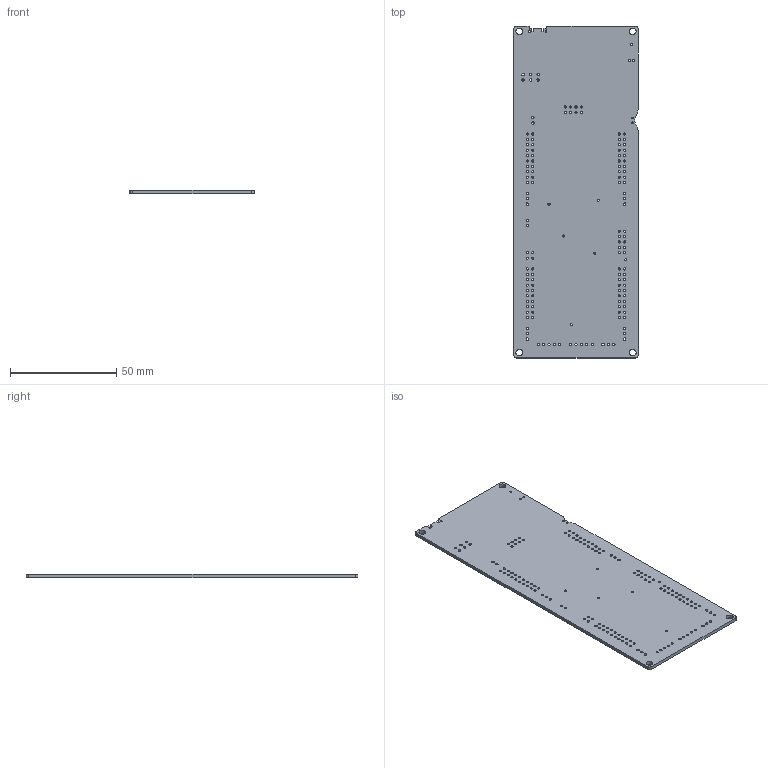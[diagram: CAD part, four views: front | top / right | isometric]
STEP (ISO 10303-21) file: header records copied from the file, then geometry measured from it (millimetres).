
FILE_DESCRIPTION(('KiCad electronic assembly'),'2;1');
FILE_NAME('LAUNCHXL-F280049C-KICAD.step','2025-03-15T13:38:59',('Pcbnew' ),('Kicad'),'Open CASCADE STEP processor 7.8', 'KiCad to STEP converter','Unknown');
FILE_SCHEMA(('AUTOMOTIVE_DESIGN { 1 0 10303 214 1 1 1 1 }'));
Length unit declared in the file: millimetre
Products named in the file (2): LAUNCHXL-F280049C-KICAD 1; LAUNCHXL-F280049C-KICAD_PCB
Assembly tree (1 placements, depth 2):
  LAUNCHXL-F280049C-KICAD 1
    LAUNCHXL-F280049C-KICAD_PCB
Bounding box: 58.42 x 156.21 x 1.6 mm (x, y, z)
Volume: 14315.2 mm3; surface area: 19436.8 mm2
Topology: 1 solids, 1 shells, 196 faces, 582 edges, 388 vertices
Faces by surface type: cylinder 163, plane 33
Full cylindrical faces by diameter (mm): 0.9 x2, 0.965 x6, 0.991 x3, 1.016 x32, 1.02 x80, 1.15 x25, 3.175 x4
Entity records: 7405 total; most frequent: DIRECTION 1304, CARTESIAN_POINT 1168, ORIENTED_EDGE 1164, EDGE_CURVE 582, AXIS2_PLACEMENT_3D 524, FACE_BOUND 504, EDGE_LOOP 504, VERTEX_POINT 388
